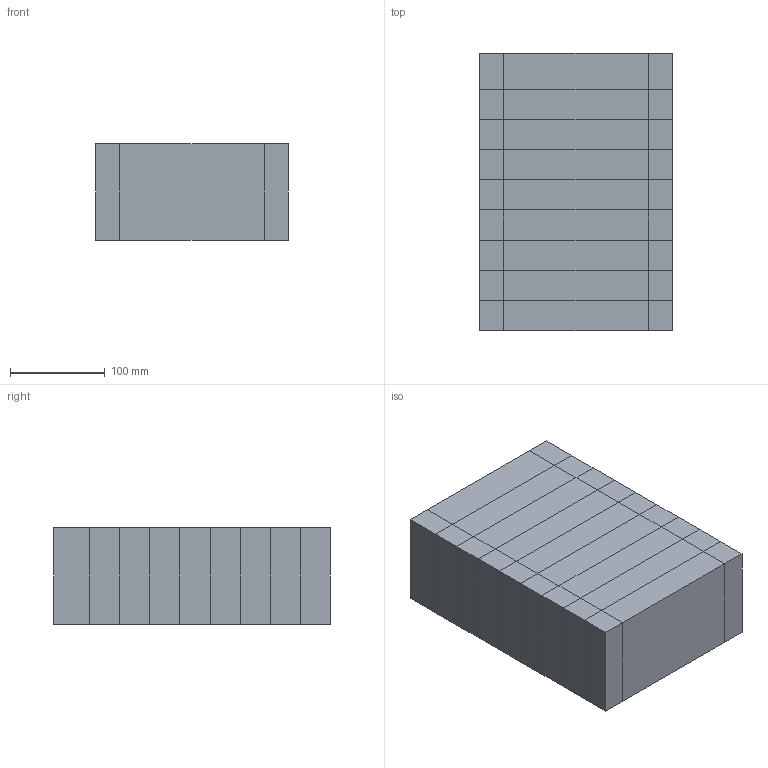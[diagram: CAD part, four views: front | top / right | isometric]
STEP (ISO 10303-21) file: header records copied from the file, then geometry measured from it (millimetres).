
FILE_DESCRIPTION((''),'2;1');
FILE_NAME('pcb_rack.stp', '2000-08-23T12:11:17',('User'),('SDRC'),'I-DEAS Master Series 8','UNIX', 'Yes');
FILE_SCHEMA(('CONFIG_CONTROL_DESIGN'));
Length unit declared in the file: millimetre
Bounding box: 203.2 x 292.1 x 101.6 mm (x, y, z)
Surface area: 443870.1 mm2 (no closed solid volume)
Topology: 0 solids, 76 shells, 120 faces, 428 edges, 288 vertices
Faces by surface type: bspline 120
Entity records: 3881 total; most frequent: CARTESIAN_POINT 1624, ORIENTED_EDGE 480, EDGE_CURVE 428, B_SPLINE_CURVE_WITH_KNOTS 348, VERTEX_POINT 288, B_SPLINE_SURFACE_WITH_KNOTS 120, EDGE_LOOP 120, FACE_OUTER_BOUND 120
